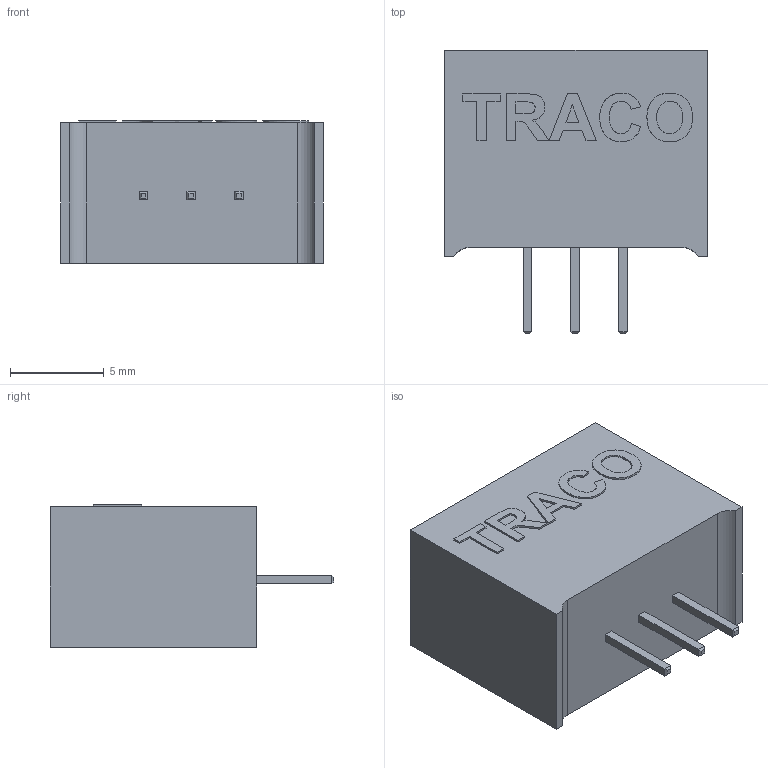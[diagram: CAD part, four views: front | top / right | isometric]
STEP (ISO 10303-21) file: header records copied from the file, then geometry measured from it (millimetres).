
FILE_DESCRIPTION(/* description */ (''),/* implementation_level */ '2;1');
FILE_NAME(/* name */ 'TSR 2-2450.step',/* time_stamp */ '2019-12-12T19:11:03-04:00',/* author */ (''),/* organization */ (''),/* preprocessor_version */ 'ST-DEVELOPER v18',/* originating_system */ 'Autodesk Translation Framework v8.12.0.6',/* authorisation */ '');
FILE_SCHEMA (('AUTOMOTIVE_DESIGN { 1 0 10303 214 3 1 1 }'));
Length unit declared in the file: millimetre
Products named in the file (1): TSR 2-2450
Bounding box: 14 x 15.1 x 7.6 mm (x, y, z)
Volume: 1112.4 mm3; surface area: 733 mm2
Topology: 9 solids, 9 shells, 132 faces, 330 edges, 216 vertices
Faces by surface type: plane 80, bspline 50, cylinder 2
Entity records: 4400 total; most frequent: CARTESIAN_POINT 1529, ORIENTED_EDGE 660, DIRECTION 400, EDGE_CURVE 330, LINE 226, VECTOR 226, VERTEX_POINT 216, EDGE_LOOP 138
